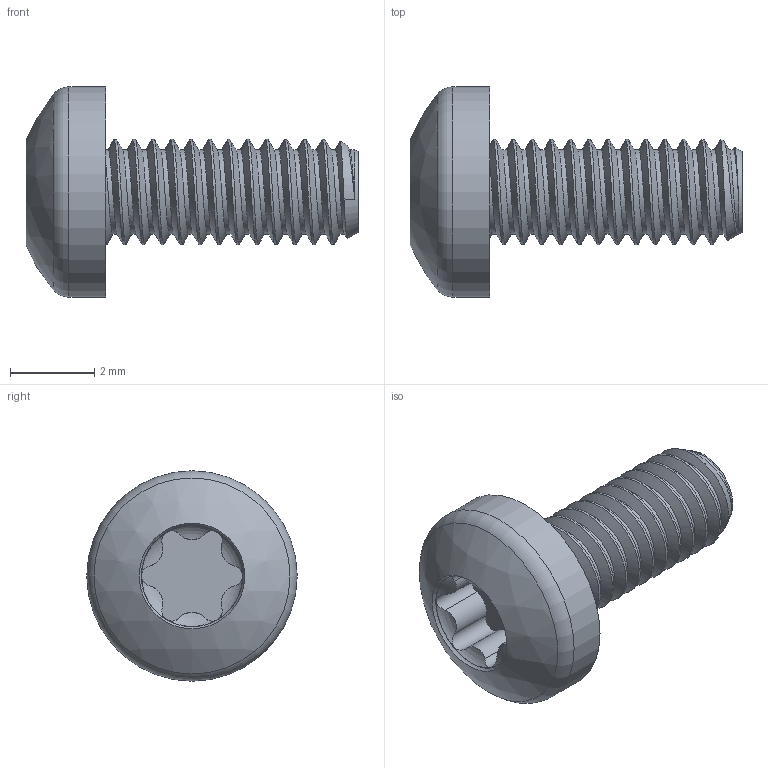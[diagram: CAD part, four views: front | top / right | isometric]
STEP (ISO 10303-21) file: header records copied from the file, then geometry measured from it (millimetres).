
FILE_DESCRIPTION (( 'STEP AP214' ), '1' );
FILE_NAME ('Screw M2.5 x 6 Pan TORX BZP.STEP', '2024-10-07T15:41:53', ( '' ), ( '' ), 'SwSTEP 2.0', 'SolidWorks 2022', '' );
FILE_SCHEMA (( 'AUTOMOTIVE_DESIGN' ));
Length unit declared in the file: millimetre
Products named in the file (1): Screw M2.5 x 6 Pan TORX BZP
Bounding box: 7.89 x 5 x 5 mm (x, y, z)
Volume: 48.9 mm3; surface area: 131.4 mm2
Topology: 1 solids, 1 shells, 32 faces, 78 edges, 51 vertices
Faces by surface type: cylinder 15, torus 7, plane 4, bspline 3, cone 2, sphere 1
Full cylindrical faces by diameter (mm): 2.41 x1, 5 x1
Entity records: 2946 total; most frequent: CARTESIAN_POINT 2259, ORIENTED_EDGE 138, DIRECTION 124, EDGE_CURVE 69, AXIS2_PLACEMENT_3D 56, VERTEX_POINT 48, EDGE_LOOP 39, FACE_OUTER_BOUND 36
